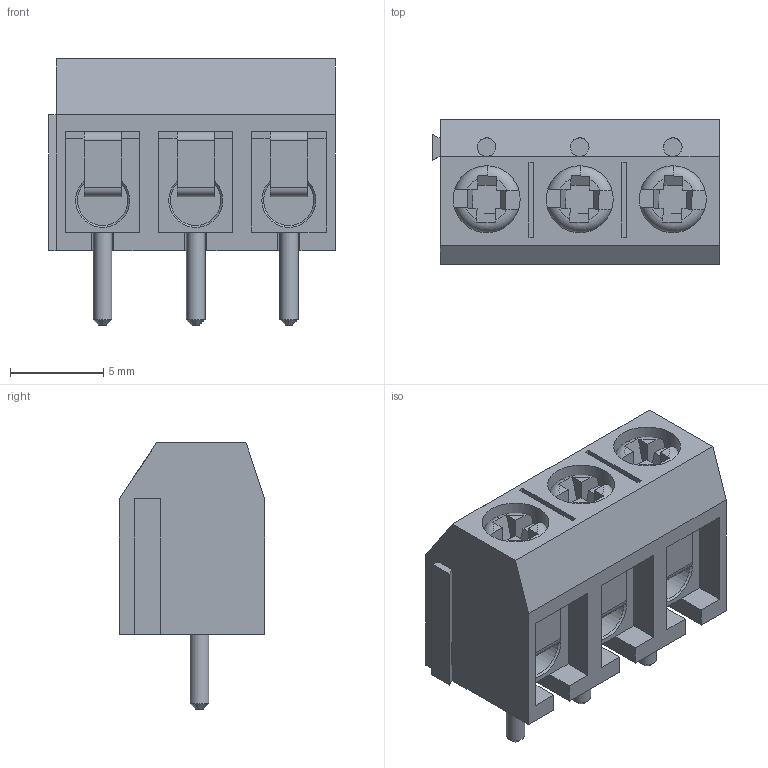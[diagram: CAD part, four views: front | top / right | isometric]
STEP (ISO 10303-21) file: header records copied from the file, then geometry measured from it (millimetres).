
FILE_DESCRIPTION(('FreeCAD Model'),'2;1');
FILE_NAME('Open CASCADE Shape Model','2023-12-06T15:24:19',( 'kicad StepUp'),('ksu MCAD'),'Open CASCADE STEP processor 7.6', 'FreeCAD','Unknown');
FILE_SCHEMA(('AUTOMOTIVE_DESIGN { 1 0 10303 214 1 1 1 1 }'));
Length unit declared in the file: millimetre
Products named in the file (1): TerminalBlock_bornier-3_P5.08mm
Bounding box: 15.4 x 7.8 x 14.3 mm (x, y, z)
Volume: 816.4 mm3; surface area: 1590.7 mm2
Topology: 1 solids, 1 shells, 377 faces, 1131 edges, 773 vertices
Faces by surface type: plane 233, cylinder 57, bspline 42, cone 30, torus 15
Full cylindrical faces by diameter (mm): 1 x6, 2.7 x6, 3.6 x6
Entity records: 37180 total; most frequent: CARTESIAN_POINT 24953, ORIENTED_EDGE 2262, DIRECTION 1716, EDGE_CURVE 1131, VERTEX_POINT 773, LINE 588, VECTOR 588, AXIS2_PLACEMENT_3D 564
